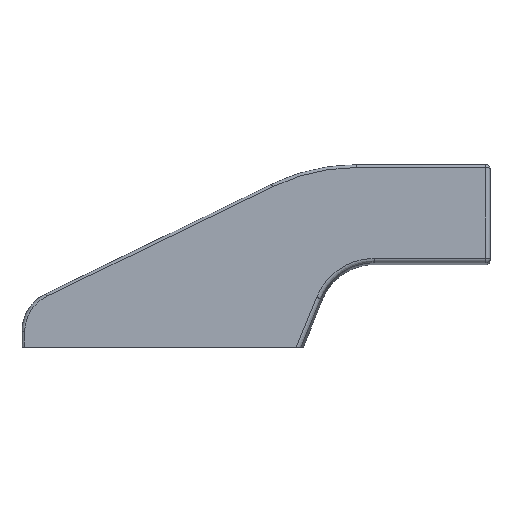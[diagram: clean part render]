
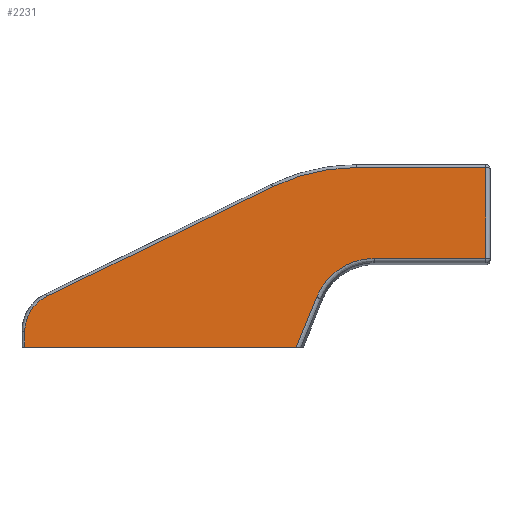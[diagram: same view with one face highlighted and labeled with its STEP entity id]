
A CAD part, front view. The second image highlights one B-rep face of the part: STEP entity #2231.
In plain terms, the highlighted planar face has unit normal (0, -1, 0.023).
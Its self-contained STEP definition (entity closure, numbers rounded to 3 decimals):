
#1400=CARTESIAN_POINT('Vertex',(21.724,-18.839,17.967)) ;
#1409=CARTESIAN_POINT('Vertex',(42.456,-18.52,31.883)) ;
#1413=CARTESIAN_POINT('Control Point',(42.456,-18.52,31.883)) ;
#1414=CARTESIAN_POINT('Control Point',(40.052,-18.52,31.883)) ;
#1415=CARTESIAN_POINT('Control Point',(37.648,-18.527,31.561)) ;
#1416=CARTESIAN_POINT('Control Point',(35.301,-18.542,30.916)) ;
#1417=CARTESIAN_POINT('Control Point',(30.386,-18.59,28.818)) ;
#1418=CARTESIAN_POINT('Control Point',(26.27,-18.669,25.374)) ;
#1419=CARTESIAN_POINT('Control Point',(24.348,-18.72,23.145)) ;
#1420=CARTESIAN_POINT('Control Point',(22.821,-18.777,20.645)) ;
#1421=CARTESIAN_POINT('Control Point',(21.724,-18.839,17.967)) ;
#1439=CARTESIAN_POINT('Vertex',(82.5,-18.52,31.883)) ;
#1442=CARTESIAN_POINT('Line Origine',(-0.935,-18.52,31.883)) ;
#1709=CARTESIAN_POINT('Vertex',(14.37,-19.25,0.)) ;
#1713=CARTESIAN_POINT('Control Point',(21.724,-18.839,17.967)) ;
#1714=CARTESIAN_POINT('Control Point',(21.325,-18.861,16.992)) ;
#1715=CARTESIAN_POINT('Control Point',(20.926,-18.883,16.016)) ;
#1716=CARTESIAN_POINT('Control Point',(20.526,-18.906,15.04)) ;
#1717=CARTESIAN_POINT('Control Point',(19.055,-18.988,11.446)) ;
#1718=CARTESIAN_POINT('Control Point',(17.584,-19.07,7.853)) ;
#1719=CARTESIAN_POINT('Control Point',(16.513,-19.13,5.235)) ;
#1720=CARTESIAN_POINT('Control Point',(15.441,-19.19,2.618)) ;
#1721=CARTESIAN_POINT('Control Point',(14.37,-19.25,0.)) ;
#2152=CARTESIAN_POINT('Axis2P3D Location',(-84.,-19.25,0.)) ;
#2157=CARTESIAN_POINT('Line Origine',(-34.315,-19.25,0.)) ;
#2161=CARTESIAN_POINT('Vertex',(-83.,-19.25,0.)) ;
#2164=CARTESIAN_POINT('Line Origine',(82.5,-18.146,48.203)) ;
#2168=CARTESIAN_POINT('Vertex',(82.5,-17.772,64.523)) ;
#2171=CARTESIAN_POINT('Line Origine',(59.298,-17.772,64.523)) ;
#2175=CARTESIAN_POINT('Vertex',(36.097,-17.772,64.523)) ;
#2179=CARTESIAN_POINT('Control Point',(36.097,-17.772,64.523)) ;
#2180=CARTESIAN_POINT('Control Point',(32.161,-17.772,64.523)) ;
#2181=CARTESIAN_POINT('Control Point',(28.226,-17.779,64.242)) ;
#2182=CARTESIAN_POINT('Control Point',(24.318,-17.792,63.681)) ;
#2183=CARTESIAN_POINT('Control Point',(18.206,-17.822,62.353)) ;
#2184=CARTESIAN_POINT('Control Point',(12.293,-17.868,60.349)) ;
#2185=CARTESIAN_POINT('Control Point',(10.142,-17.887,59.518)) ;
#2186=CARTESIAN_POINT('Control Point',(8.029,-17.908,58.598)) ;
#2187=CARTESIAN_POINT('Control Point',(5.957,-17.931,57.592)) ;
#2188=CARTESIAN_POINT('Vertex',(5.957,-17.931,57.592)) ;
#2191=CARTESIAN_POINT('Line Origine',(-34.579,-18.382,37.909)) ;
#2195=CARTESIAN_POINT('Vertex',(-75.115,-18.833,18.225)) ;
#2199=CARTESIAN_POINT('Control Point',(-75.115,-18.833,18.225)) ;
#2200=CARTESIAN_POINT('Control Point',(-76.061,-18.843,17.766)) ;
#2201=CARTESIAN_POINT('Control Point',(-76.964,-18.856,17.218)) ;
#2202=CARTESIAN_POINT('Control Point',(-77.813,-18.87,16.586)) ;
#2203=CARTESIAN_POINT('Control Point',(-79.632,-18.908,14.945)) ;
#2204=CARTESIAN_POINT('Control Point',(-81.06,-18.954,12.944)) ;
#2205=CARTESIAN_POINT('Control Point',(-81.726,-18.982,11.711)) ;
#2206=CARTESIAN_POINT('Control Point',(-82.486,-19.027,9.757)) ;
#2207=CARTESIAN_POINT('Control Point',(-82.871,-19.073,7.708)) ;
#2208=CARTESIAN_POINT('Control Point',(-82.957,-19.089,7.018)) ;
#2209=CARTESIAN_POINT('Control Point',(-83.,-19.105,6.325)) ;
#2210=CARTESIAN_POINT('Control Point',(-83.,-19.121,5.632)) ;
#2211=CARTESIAN_POINT('Vertex',(-83.,-19.121,5.632)) ;
#2214=CARTESIAN_POINT('Line Origine',(-83.,-19.186,2.816)) ;
#1443=DIRECTION('Vector Direction',(-1.,0.,0.)) ;
#2153=DIRECTION('Axis2P3D Direction',(0.,-1.,0.023)) ;
#2154=DIRECTION('Axis2P3D XDirection',(0.,-0.023,-1.)) ;
#2158=DIRECTION('Vector Direction',(1.,0.,0.)) ;
#2165=DIRECTION('Vector Direction',(0.,0.023,1.)) ;
#2172=DIRECTION('Vector Direction',(1.,0.,0.)) ;
#2192=DIRECTION('Vector Direction',(0.9,0.01,0.437)) ;
#2215=DIRECTION('Vector Direction',(0.,0.023,1.)) ;
#2155=AXIS2_PLACEMENT_3D('Plane Axis2P3D',#2152,#2153,#2154) ;
#2220=ORIENTED_EDGE('',*,*,#2163,.T.) ;
#2221=ORIENTED_EDGE('',*,*,#1722,.T.) ;
#2222=ORIENTED_EDGE('',*,*,#1422,.T.) ;
#2223=ORIENTED_EDGE('',*,*,#1446,.T.) ;
#2224=ORIENTED_EDGE('',*,*,#2170,.T.) ;
#2225=ORIENTED_EDGE('',*,*,#2177,.F.) ;
#2226=ORIENTED_EDGE('',*,*,#2190,.F.) ;
#2227=ORIENTED_EDGE('',*,*,#2197,.F.) ;
#2228=ORIENTED_EDGE('',*,*,#2213,.F.) ;
#2229=ORIENTED_EDGE('',*,*,#2218,.F.) ;
#1444=VECTOR('Line Direction',#1443,1.) ;
#2159=VECTOR('Line Direction',#2158,1.) ;
#2166=VECTOR('Line Direction',#2165,1.) ;
#2173=VECTOR('Line Direction',#2172,1.) ;
#2193=VECTOR('Line Direction',#2192,1.) ;
#2216=VECTOR('Line Direction',#2215,1.) ;
#2231=ADVANCED_FACE('PartBody',(#2230),#2156,.T.) ;
#1412=B_SPLINE_CURVE_WITH_KNOTS('',5,(#1413,#1414,#1415,#1416,#1417,#1418,#1419,#1420,#1421),.UNSPECIFIED.,.F.,.U.,(6,3,6),(494.383,598.709,724.087),.UNSPECIFIED.) ;
#1712=B_SPLINE_CURVE_WITH_KNOTS('',5,(#1713,#1714,#1715,#1716,#1717,#1718,#1719,#1720,#1721),.UNSPECIFIED.,.F.,.U.,(6,3,6),(94.741,102.199,122.204),.UNSPECIFIED.) ;
#2178=B_SPLINE_CURVE_WITH_KNOTS('',5,(#2179,#2180,#2181,#2182,#2183,#2184,#2185,#2186,#2187),.UNSPECIFIED.,.F.,.U.,(6,3,6),(167.06,195.088,211.492),.UNSPECIFIED.) ;
#2198=B_SPLINE_CURVE_WITH_KNOTS('',5,(#2199,#2200,#2201,#2202,#2203,#2204,#2205,#2206,#2207,#2208,#2209,#2210),.UNSPECIFIED.,.F.,.U.,(6,3,3,6),(52.99,60.698,70.867,75.949),.UNSPECIFIED.) ;
#1422=EDGE_CURVE('',#1401,#1410,#1412,.F.) ;
#1446=EDGE_CURVE('',#1410,#1440,#1445,.F.) ;
#1722=EDGE_CURVE('',#1710,#1401,#1712,.F.) ;
#2163=EDGE_CURVE('',#2162,#1710,#2160,.T.) ;
#2170=EDGE_CURVE('',#1440,#2169,#2167,.T.) ;
#2177=EDGE_CURVE('',#2176,#2169,#2174,.T.) ;
#2190=EDGE_CURVE('',#2189,#2176,#2178,.F.) ;
#2197=EDGE_CURVE('',#2196,#2189,#2194,.T.) ;
#2213=EDGE_CURVE('',#2212,#2196,#2198,.F.) ;
#2218=EDGE_CURVE('',#2162,#2212,#2217,.T.) ;
#2219=EDGE_LOOP('',(#2220,#2221,#2222,#2223,#2224,#2225,#2226,#2227,#2228,#2229)) ;
#2230=FACE_OUTER_BOUND('',#2219,.T.) ;
#1445=LINE('Line',#1442,#1444) ;
#2160=LINE('Line',#2157,#2159) ;
#2167=LINE('Line',#2164,#2166) ;
#2174=LINE('Line',#2171,#2173) ;
#2194=LINE('Line',#2191,#2193) ;
#2217=LINE('Line',#2214,#2216) ;
#2156=PLANE('',#2155) ;
#1401=VERTEX_POINT('',#1400) ;
#1410=VERTEX_POINT('',#1409) ;
#1440=VERTEX_POINT('',#1439) ;
#1710=VERTEX_POINT('',#1709) ;
#2162=VERTEX_POINT('',#2161) ;
#2169=VERTEX_POINT('',#2168) ;
#2176=VERTEX_POINT('',#2175) ;
#2189=VERTEX_POINT('',#2188) ;
#2196=VERTEX_POINT('',#2195) ;
#2212=VERTEX_POINT('',#2211) ;
